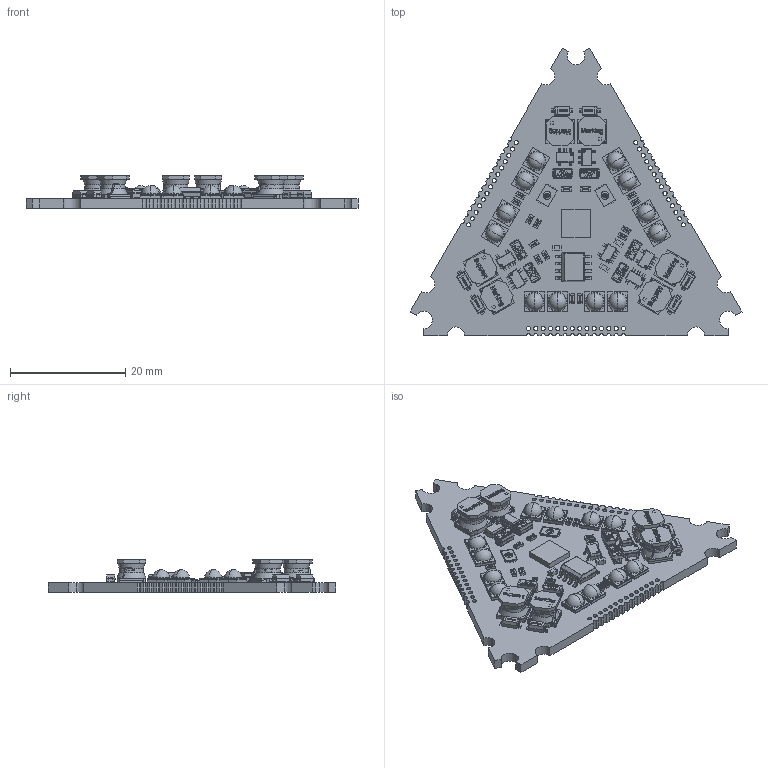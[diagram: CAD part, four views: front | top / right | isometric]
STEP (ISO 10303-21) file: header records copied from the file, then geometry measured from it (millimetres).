
FILE_DESCRIPTION(('Open CASCADE Model'),'2;1');
FILE_NAME('Open CASCADE Shape Model','2018-03-15T19:42:19',('Author'),( 'Open CASCADE'),'Open CASCADE STEP processor 6.8','Open CASCADE 6.8' ,'Unknown');
FILE_SCHEMA(('AUTOMOTIVE_DESIGN { 1 0 10303 214 1 1 1 1 }'));
Length unit declared in the file: millimetre
Products named in the file (84): PCB; Board; R4; SMD_RESISTOR_0603; R3; U_PSU6; User_Library-SOT-23-5; User_Library-SOT-23-5_pin_SOT_sot-23-6_1; User_Library-SOT-23-5_body_sot23-6_1; U_PSU5; U_PSU4; U_PSU3; U_PSU2; U_PSU1; RS_PSU6; RS_PSU5; RS_PSU4; RS_PSU3; RS_PSU2; RS_PSU1; LED12; XP-E2; 2500-00565C_ASM; 2500-00565C; 2500-00565C-BT; 2500-00565C-SBN; 2500-00565C-SB; 2610-00066-DOME; LED11; LED10; LED9; LED8; LED7; LED6; LED5; LED4; LED3; LED2; LED1; L_PSU6 ...
Assembly tree (137 placements, depth 5):
  PCB
    Board
    R4
      SMD_RESISTOR_0603
    R3
      SMD_RESISTOR_0603
    U_PSU6
      User_Library-SOT-23-5
        User_Library-SOT-23-5_pin_SOT_sot-23-6_1  x5
        User_Library-SOT-23-5_body_sot23-6_1
    U_PSU5
      User_Library-SOT-23-5
        User_Library-SOT-23-5_pin_SOT_sot-23-6_1  x5
        User_Library-SOT-23-5_body_sot23-6_1
    U_PSU4
      User_Library-SOT-23-5
        User_Library-SOT-23-5_pin_SOT_sot-23-6_1  x5
        User_Library-SOT-23-5_body_sot23-6_1
    U_PSU3
      User_Library-SOT-23-5
        User_Library-SOT-23-5_pin_SOT_sot-23-6_1  x5
        User_Library-SOT-23-5_body_sot23-6_1
    U_PSU2
      User_Library-SOT-23-5
        User_Library-SOT-23-5_pin_SOT_sot-23-6_1  x5
        User_Library-SOT-23-5_body_sot23-6_1
    U_PSU1
      User_Library-SOT-23-5
        User_Library-SOT-23-5_pin_SOT_sot-23-6_1  x5
        User_Library-SOT-23-5_body_sot23-6_1
    RS_PSU6
      SMD_RESISTOR_0603
    RS_PSU5
      SMD_RESISTOR_0603
    RS_PSU4
      SMD_RESISTOR_0603
    RS_PSU3
      SMD_RESISTOR_0603
    RS_PSU2
      SMD_RESISTOR_0603
    RS_PSU1
      SMD_RESISTOR_0603
    LED12
      XP-E2
        2500-00565C_ASM
          2500-00565C
          2500-00565C-BT
          2500-00565C-SBN
          2500-00565C-SB
        2610-00066-DOME
    LED11
      XP-E2
        2500-00565C_ASM
          2500-00565C
          2500-00565C-BT
          2500-00565C-SBN
          2500-00565C-SB
        2610-00066-DOME
    LED10
      XP-E2
Bounding box: 57.74 x 50 x 5.68 mm (x, y, z)
Volume: 3652.1 mm3; surface area: 7439.6 mm2
Topology: 250 solids, 250 shells, 6760 faces, 17230 edges, 11177 vertices
Faces by surface type: plane 3863, bspline 1558, cylinder 1083, extrusion 96, sphere 74, cone 48, torus 38
Full cylindrical faces by diameter (mm): 0.1 x26, 0.35 x2, 0.4 x4, 0.711 x42, 3 x6
Entity records: 61846 total; most frequent: CARTESIAN_POINT 25683, ORIENTED_EDGE 7136, DIRECTION 5013, EDGE_CURVE 3568, VERTEX_POINT 2255, AXIS2_PLACEMENT_3D 1682, VECTOR 1649, LINE 1633
